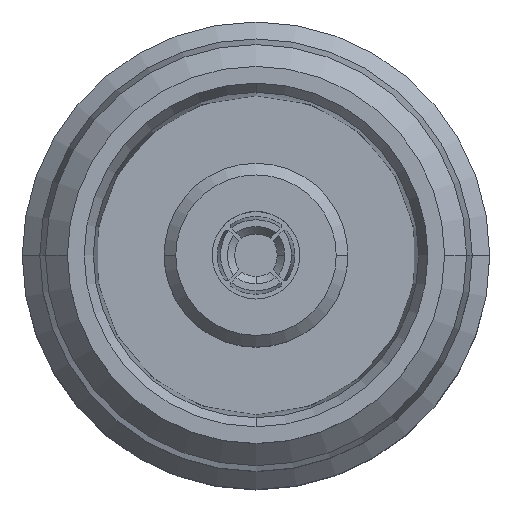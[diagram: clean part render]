
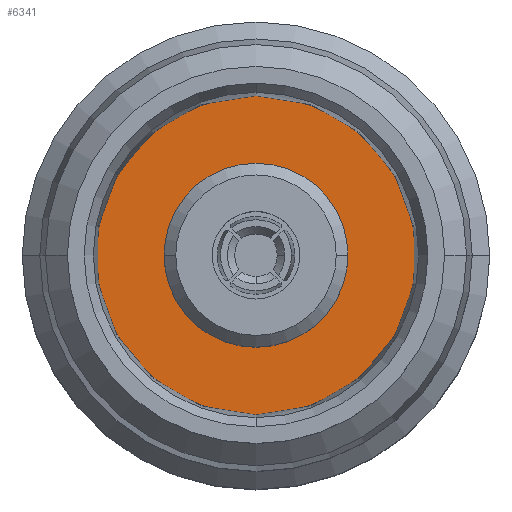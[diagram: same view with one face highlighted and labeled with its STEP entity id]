
A CAD part, top view. The second image highlights one B-rep face of the part: STEP entity #6341.
In plain terms, the highlighted planar face has unit normal (0, 0, 1).
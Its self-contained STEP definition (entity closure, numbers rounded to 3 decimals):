
#766 = ORIENTED_EDGE ( 'NONE', *, *, #2178, .T. ) ;
#1402 = CARTESIAN_POINT ( 'NONE',  ( 0., 0., -5.904 ) ) ;
#2178 = EDGE_CURVE ( 'NONE', #6343, #13231, #7363, .T. ) ;
#2800 = CARTESIAN_POINT ( 'NONE',  ( 0., 4.096, -5.904 ) ) ;
#3675 = ORIENTED_EDGE ( 'NONE', *, *, #11932, .F. ) ;
#3750 = DIRECTION ( 'NONE',  ( 0., 0., 1. ) ) ;
#3849 = CIRCLE ( 'NONE', #9409, 4.096 ) ;
#3984 = VERTEX_POINT ( 'NONE', #8849 ) ;
#4415 = CARTESIAN_POINT ( 'NONE',  ( 0., 0., -5.904 ) ) ;
#4477 = AXIS2_PLACEMENT_3D ( 'NONE', #10532, #3750, #9220 ) ;
#5222 = AXIS2_PLACEMENT_3D ( 'NONE', #1402, #9305, #13327 ) ;
#5407 = AXIS2_PLACEMENT_3D ( 'NONE', #9901, #15208, #8599 ) ;
#5792 = EDGE_CURVE ( 'NONE', #12159, #3984, #9062, .T. ) ;
#5892 = DIRECTION ( 'NONE',  ( -1., 0., 0. ) ) ;
#6341 = ADVANCED_FACE ( 'NONE', ( #14740, #9895 ), #12967, .F. ) ;
#6343 = VERTEX_POINT ( 'NONE', #17067 ) ;
#6457 = CARTESIAN_POINT ( 'NONE',  ( 2.36, 0., -5.904 ) ) ;
#7363 = CIRCLE ( 'NONE', #4477, 4.096 ) ;
#7405 = EDGE_LOOP ( 'NONE', ( #766, #9148 ) ) ;
#8543 = DIRECTION ( 'NONE',  ( 0., 0., 1. ) ) ;
#8599 = DIRECTION ( 'NONE',  ( -1., 0., 0. ) ) ;
#8849 = CARTESIAN_POINT ( 'NONE',  ( -2.36, 0., -5.904 ) ) ;
#8878 = DIRECTION ( 'NONE',  ( 0., 0., -1. ) ) ;
#9062 = CIRCLE ( 'NONE', #5222, 2.36 ) ;
#9148 = ORIENTED_EDGE ( 'NONE', *, *, #17178, .T. ) ;
#9220 = DIRECTION ( 'NONE',  ( -1., 0., 0. ) ) ;
#9305 = DIRECTION ( 'NONE',  ( 0., 0., 1. ) ) ;
#9409 = AXIS2_PLACEMENT_3D ( 'NONE', #4415, #8543, #5892 ) ;
#9895 = FACE_BOUND ( 'NONE', #10597, .T. ) ;
#9901 = CARTESIAN_POINT ( 'NONE',  ( 0., 0., -5.904 ) ) ;
#10532 = CARTESIAN_POINT ( 'NONE',  ( 0., 0., -5.904 ) ) ;
#10597 = EDGE_LOOP ( 'NONE', ( #12018, #3675 ) ) ;
#11932 = EDGE_CURVE ( 'NONE', #3984, #12159, #16035, .T. ) ;
#12018 = ORIENTED_EDGE ( 'NONE', *, *, #5792, .F. ) ;
#12159 = VERTEX_POINT ( 'NONE', #6457 ) ;
#12595 = AXIS2_PLACEMENT_3D ( 'NONE', #14310, #8878, #15682 ) ;
#12967 = PLANE ( 'NONE',  #12595 ) ;
#13231 = VERTEX_POINT ( 'NONE', #2800 ) ;
#13327 = DIRECTION ( 'NONE',  ( -1., 0., 0. ) ) ;
#14310 = CARTESIAN_POINT ( 'NONE',  ( 0., 0., -5.904 ) ) ;
#14740 = FACE_OUTER_BOUND ( 'NONE', #7405, .T. ) ;
#15208 = DIRECTION ( 'NONE',  ( 0., 0., 1. ) ) ;
#15682 = DIRECTION ( 'NONE',  ( -1., 0., 0. ) ) ;
#16035 = CIRCLE ( 'NONE', #5407, 2.36 ) ;
#17067 = CARTESIAN_POINT ( 'NONE',  ( 0., -4.096, -5.904 ) ) ;
#17178 = EDGE_CURVE ( 'NONE', #13231, #6343, #3849, .T. ) ;
